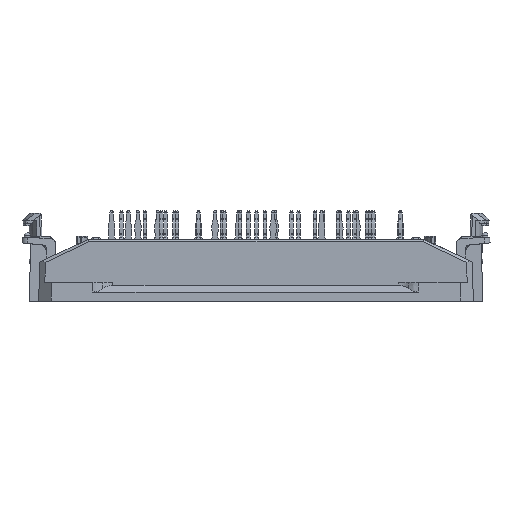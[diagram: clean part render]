
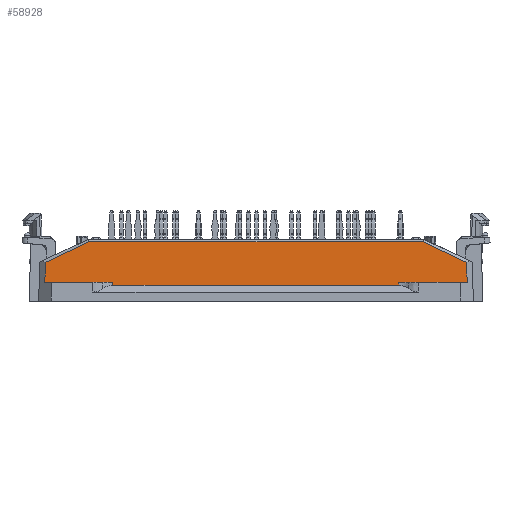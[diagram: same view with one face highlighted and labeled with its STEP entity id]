
A CAD part, front view. The second image highlights one B-rep face of the part: STEP entity #58928.
In plain terms, the highlighted planar face has unit normal (0, -1, 0.018).
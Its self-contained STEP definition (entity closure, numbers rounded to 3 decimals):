
#235=ELLIPSE('',#62085,687.558,6.);
#8822=ORIENTED_EDGE('',*,*,#17713,.T.);
#8823=ORIENTED_EDGE('',*,*,#18859,.T.);
#8824=ORIENTED_EDGE('',*,*,#18860,.T.);
#8825=ORIENTED_EDGE('',*,*,#18861,.T.);
#8826=ORIENTED_EDGE('',*,*,#17709,.T.);
#8827=ORIENTED_EDGE('',*,*,#18467,.T.);
#8828=ORIENTED_EDGE('',*,*,#18469,.T.);
#8829=ORIENTED_EDGE('',*,*,#18472,.T.);
#8830=ORIENTED_EDGE('',*,*,#18376,.T.);
#8831=ORIENTED_EDGE('',*,*,#18463,.T.);
#17709=EDGE_CURVE('',#23313,#23317,#27511,.F.);
#17713=EDGE_CURVE('',#23322,#23321,#27513,.F.);
#18376=EDGE_CURVE('',#23786,#23785,#27863,.F.);
#18463=EDGE_CURVE('',#23785,#23322,#27920,.F.);
#18467=EDGE_CURVE('',#23317,#23822,#27924,.F.);
#18469=EDGE_CURVE('',#23822,#23823,#27926,.F.);
#18472=EDGE_CURVE('',#23823,#23786,#27929,.F.);
#18859=EDGE_CURVE('',#23321,#24040,#235,.F.);
#18860=EDGE_CURVE('',#24040,#24041,#28207,.T.);
#18861=EDGE_CURVE('',#24041,#23313,#28208,.F.);
#23313=VERTEX_POINT('',#80687);
#23317=VERTEX_POINT('',#80697);
#23321=VERTEX_POINT('',#80709);
#23322=VERTEX_POINT('',#80711);
#23785=VERTEX_POINT('',#83019);
#23786=VERTEX_POINT('',#83021);
#23822=VERTEX_POINT('',#83217);
#23823=VERTEX_POINT('',#83222);
#24040=VERTEX_POINT('',#84477);
#24041=VERTEX_POINT('',#84479);
#27511=LINE('',#80698,#31857);
#27513=LINE('',#80710,#31859);
#27863=LINE('',#83020,#32209);
#27920=LINE('',#83209,#32266);
#27924=LINE('',#83218,#32270);
#27926=LINE('',#83221,#32272);
#27929=LINE('',#83227,#32275);
#28207=LINE('',#84478,#32553);
#28208=LINE('',#84480,#32554);
#31857=VECTOR('',#68172,1000.);
#31859=VECTOR('',#68178,1000.);
#32209=VECTOR('',#69128,1000.);
#32266=VECTOR('',#69331,1000.);
#32270=VECTOR('',#69337,1000.);
#32272=VECTOR('',#69341,1000.);
#32275=VECTOR('',#69346,1000.);
#32553=VECTOR('',#70118,1000.);
#32554=VECTOR('',#70119,1000.);
#36107=EDGE_LOOP('',(#8822,#8823,#8824,#8825,#8826,#8827,#8828,#8829,#8830,
#8831));
#38591=FACE_BOUND('',#36107,.T.);
#40444=PLANE('',#62084);
#58928=ADVANCED_FACE('',(#38591),#40444,.T.);
#62084=AXIS2_PLACEMENT_3D('',#84475,#70114,#70115);
#62085=AXIS2_PLACEMENT_3D('',#84476,#70116,#70117);
#68172=DIRECTION('',(-1.,0.,0.));
#68178=DIRECTION('',(-1.,0.,0.));
#69128=DIRECTION('',(0.906,0.007,0.424));
#69331=DIRECTION('',(0.02,0.017,1.));
#69337=DIRECTION('',(0.02,-0.017,-1.));
#69341=DIRECTION('',(0.906,-0.007,-0.424));
#69346=DIRECTION('',(1.,0.,0.));
#70114=DIRECTION('',(0.,-1.,0.017));
#70115=DIRECTION('',(0.,-0.017,-1.));
#70116=DIRECTION('',(0.,-1.,0.017));
#70117=DIRECTION('',(0.,-0.017,-1.));
#70118=DIRECTION('',(1.,0.,0.));
#70119=DIRECTION('',(-0.009,-0.017,-1.));
#80687=CARTESIAN_POINT('',(25.797,-17.4,3.4));
#80697=CARTESIAN_POINT('',(38.174,-17.4,3.4));
#80698=CARTESIAN_POINT('',(-35.279,-17.4,3.4));
#80709=CARTESIAN_POINT('',(-25.878,-17.4,3.4));
#80710=CARTESIAN_POINT('',(-35.279,-17.4,3.4));
#80711=CARTESIAN_POINT('',(-38.174,-17.4,3.4));
#83019=CARTESIAN_POINT('',(-38.104,-17.337,6.998));
#83020=CARTESIAN_POINT('',(-37.17,-17.33,7.435));
#83021=CARTESIAN_POINT('',(-30.201,-17.273,10.7));
#83209=CARTESIAN_POINT('',(-38.24,-17.459,0.04));
#83217=CARTESIAN_POINT('',(38.104,-17.337,6.998));
#83218=CARTESIAN_POINT('',(38.24,-17.459,0.04));
#83221=CARTESIAN_POINT('',(-20.687,-16.856,34.539));
#83222=CARTESIAN_POINT('',(30.201,-17.273,10.7));
#83227=CARTESIAN_POINT('',(-30.305,-17.273,10.7));
#84475=CARTESIAN_POINT('',(-35.279,-17.4,3.4));
#84476=CARTESIAN_POINT('',(-29.493,-26.978,-545.34));
#84477=CARTESIAN_POINT('',(-25.872,-17.409,2.866));
#84478=CARTESIAN_POINT('',(-35.975,-17.409,2.866));
#84479=CARTESIAN_POINT('',(25.792,-17.409,2.866));
#84480=CARTESIAN_POINT('',(25.797,-17.4,3.411));
